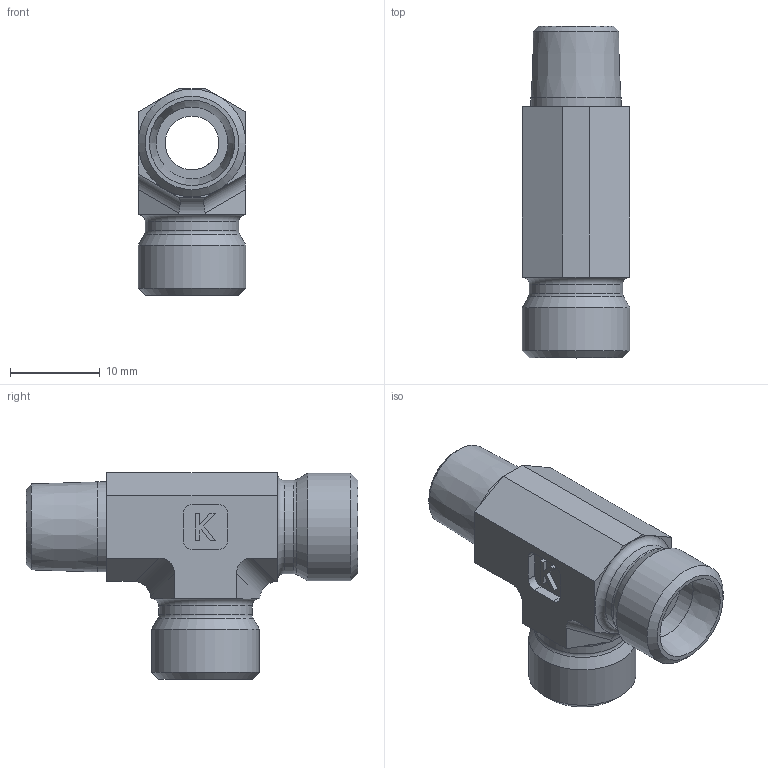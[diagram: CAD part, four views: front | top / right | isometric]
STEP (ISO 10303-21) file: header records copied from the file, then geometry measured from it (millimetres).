
FILE_DESCRIPTION((''),'2;1');
FILE_NAME('2510081812.stp','2014-10-08T11:51:31',(''),('KNOMI spol. s r. o.'),'Autodesk Inventor 2012','Autodesk Inventor 2012','');
FILE_SCHEMA(('AUTOMOTIVE_DESIGN { 1 2 10303 214 0 1 1 1 }'));
Length unit declared in the file: millimetre
Products named in the file (1): TBCR1 8LLR R1/8/M12x1
Bounding box: 12 x 37 x 23.06 mm (x, y, z)
Volume: 3427.5 mm3; surface area: 2985 mm2
Topology: 1 solids, 1 shells, 82 faces, 204 edges, 128 vertices
Faces by surface type: plane 50, cylinder 19, cone 9, torus 4
Full cylindrical faces by diameter (mm): 6 x2, 8 x2, 10.041 x1, 10.4 x2, 12 x2
Entity records: 2285 total; most frequent: DIRECTION 405, CARTESIAN_POINT 380, ORIENTED_EDGE 350, EDGE_CURVE 175, AXIS2_PLACEMENT_3D 147, VERTEX_POINT 122, EDGE_LOOP 113, VECTOR 111
